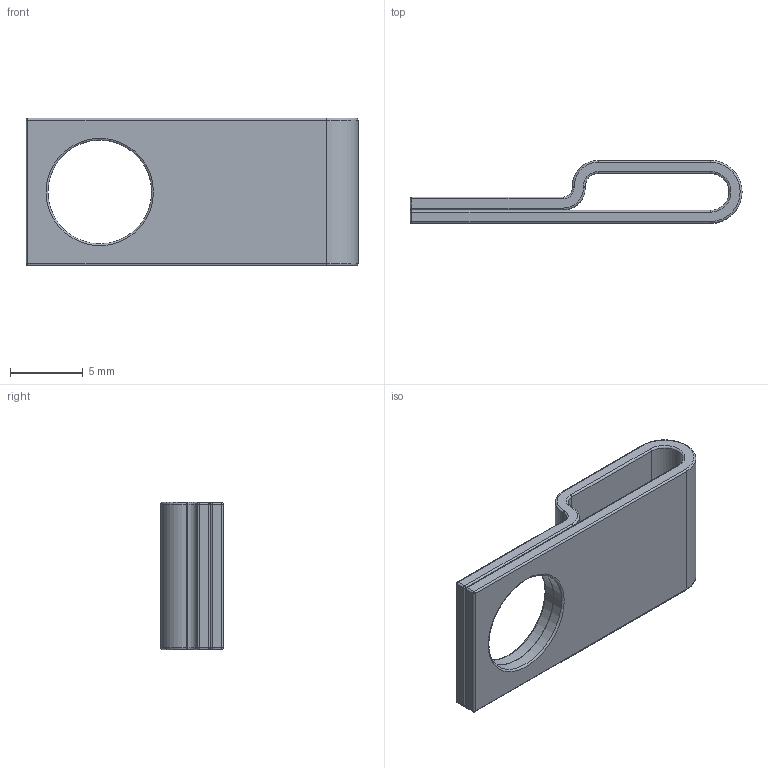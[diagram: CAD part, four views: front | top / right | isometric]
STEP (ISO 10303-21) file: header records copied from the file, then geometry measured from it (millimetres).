
FILE_DESCRIPTION(/* description */ ('Alibre Inc.'),/* implementation_level */ '2;1');
FILE_NAME(/* name */ 'export0',/* time_stamp */ '2013-04-17T13:13:44-07:00',/* author */ (''),/* organization */ (''),/* preprocessor_version */ 'ST-DEVELOPER v14',/* originating_system */ 'Alibre',/* authorisation */ '');
FILE_SCHEMA (('ALIBRE_SCHEMA','CONFIG_CONTROL_DESIGN'));
Length unit declared in the file: centimetre
Products named in the file (1): 111152
Bounding box: 22.86 x 4.32 x 10.16 mm (x, y, z)
Volume: 363.8 mm3; surface area: 949.1 mm2
Topology: 1 solids, 1 shells, 66 faces, 151 edges, 79 vertices
Faces by surface type: cylinder 32, torus 14, plane 12, sphere 8
Full cylindrical faces by diameter (mm): 7.137 x2
Entity records: 3003 total; most frequent: CARTESIAN_POINT 421, DIRECTION 377, ORIENTED_EDGE 276, PERSISTANTTOPOLOGYATTRIBUTE 153, AXIS2_PLACEMENT_3D 148, EDGE_CURVE 138, REFERENCEDEPENDENTUV 107, VECTOR 105
